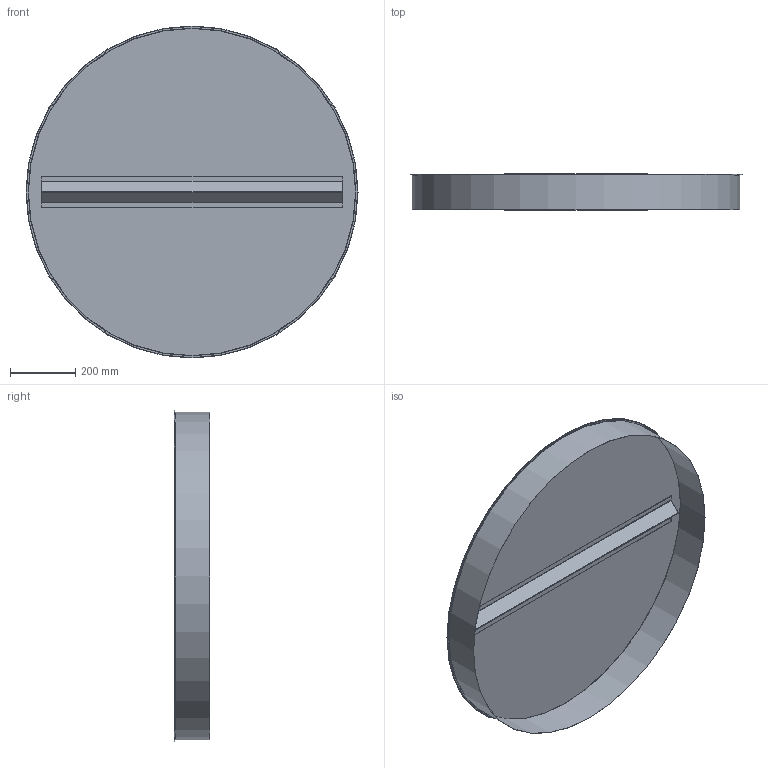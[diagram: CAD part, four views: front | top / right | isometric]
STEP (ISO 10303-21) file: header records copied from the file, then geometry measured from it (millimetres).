
FILE_DESCRIPTION((''),'2;1');
FILE_NAME('HÄLM-1000.stp','2014-02-21T14:03:39',(''),(''),'Autodesk Inventor 2013','Autodesk Inventor 2013','');
FILE_SCHEMA(('AUTOMOTIVE_DESIGN { 1 2 10303 214 0 1 1 1 }'));
Length unit declared in the file: millimetre
Products named in the file (4): HÄLM-1000; MuffMedFals-1000; 116058; Stödprofil-920
Assembly tree (3 placements, depth 2):
  HÄLM-1000
    MuffMedFals-1000
    116058
    Stödprofil-920
Bounding box: 1015.1 x 108.5 x 1015.1 mm (x, y, z)
Volume: 690124.5 mm3; surface area: 2589616 mm2
Topology: 3 solids, 3 shells, 55 faces, 107 edges, 58 vertices
Faces by surface type: plane 41, cylinder 10, torus 4
Full cylindrical faces by diameter (mm): 1000.1 x1, 1001.1 x1, 1003.1 x1, 1011 x1
Entity records: 1526 total; most frequent: DIRECTION 264, CARTESIAN_POINT 226, ORIENTED_EDGE 212, EDGE_CURVE 106, AXIS2_PLACEMENT_3D 96, VECTOR 72, LINE 72, VERTEX_POINT 58
